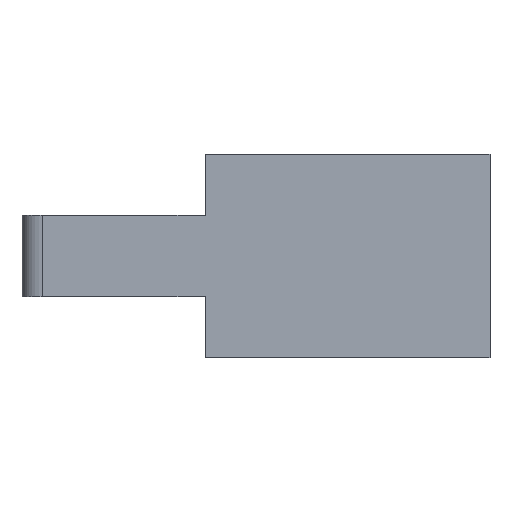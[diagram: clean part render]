
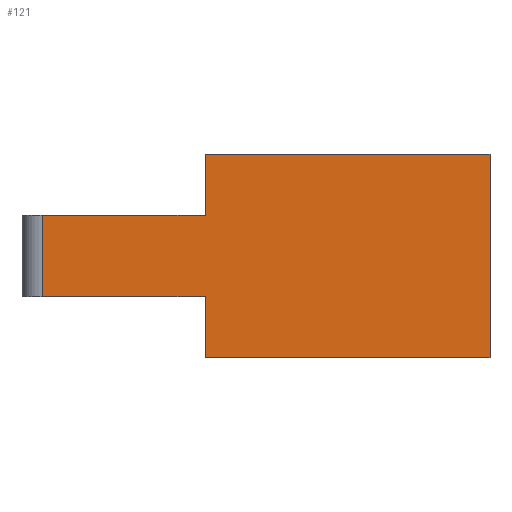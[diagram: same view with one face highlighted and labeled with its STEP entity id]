
A CAD part, top view. The second image highlights one B-rep face of the part: STEP entity #121.
In plain terms, the highlighted planar face has unit normal (0, 0, 1).
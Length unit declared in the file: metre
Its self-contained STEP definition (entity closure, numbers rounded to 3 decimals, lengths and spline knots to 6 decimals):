
#5 = DIRECTION ( 'NONE',  ( 1., 0., 0. ) ) ;
#6 = CARTESIAN_POINT ( 'NONE',  ( 0.035, -0.025, 0.005 ) ) ;
#8 = LINE ( 'NONE', #375, #344 ) ;
#15 = DIRECTION ( 'NONE',  ( 1., 0., 0. ) ) ;
#17 = EDGE_CURVE ( 'NONE', #367, #25, #234, .T. ) ;
#25 = VERTEX_POINT ( 'NONE', #211 ) ;
#26 = CARTESIAN_POINT ( 'NONE',  ( -0.035, -0.025, 0.005 ) ) ;
#28 = EDGE_CURVE ( 'NONE', #25, #154, #299, .T. ) ;
#32 = ORIENTED_EDGE ( 'NONE', *, *, #28, .F. ) ;
#45 = VERTEX_POINT ( 'NONE', #6 ) ;
#56 = EDGE_CURVE ( 'NONE', #154, #486, #8, .T. ) ;
#59 = ORIENTED_EDGE ( 'NONE', *, *, #456, .F. ) ;
#62 = CARTESIAN_POINT ( 'NONE',  ( -0.035, -0.025, 0.005 ) ) ;
#81 = VECTOR ( 'NONE', #409, 1. ) ;
#100 = CARTESIAN_POINT ( 'NONE',  ( 0.035, -0.025, 0.005 ) ) ;
#121 = ADVANCED_FACE ( 'NONE', ( #162 ), #419, .T. ) ;
#122 = CARTESIAN_POINT ( 'NONE',  ( -0.035, -0.025, 0.005 ) ) ;
#125 = EDGE_LOOP ( 'NONE', ( #32, #142, #330, #295, #59, #491, #402, #379 ) ) ;
#129 = VECTOR ( 'NONE', #5, 1. ) ;
#142 = ORIENTED_EDGE ( 'NONE', *, *, #17, .F. ) ;
#143 = DIRECTION ( 'NONE',  ( 1., 0., 0. ) ) ;
#151 = LINE ( 'NONE', #369, #287 ) ;
#152 = CARTESIAN_POINT ( 'NONE',  ( -0.035, -0.025, 0.005 ) ) ;
#154 = VERTEX_POINT ( 'NONE', #182 ) ;
#162 = FACE_OUTER_BOUND ( 'NONE', #125, .T. ) ;
#178 = DIRECTION ( 'NONE',  ( 0., 0., 1. ) ) ;
#182 = CARTESIAN_POINT ( 'NONE',  ( -0.035, 0.025, 0.005 ) ) ;
#191 = EDGE_CURVE ( 'NONE', #45, #486, #489, .T. ) ;
#198 = LINE ( 'NONE', #62, #371 ) ;
#200 = EDGE_CURVE ( 'NONE', #270, #45, #198, .T. ) ;
#203 = DIRECTION ( 'NONE',  ( 1., 0., 0. ) ) ;
#204 = DIRECTION ( 'NONE',  ( 0., 1., 0. ) ) ;
#211 = CARTESIAN_POINT ( 'NONE',  ( -0.035, 0.01, 0.005 ) ) ;
#227 = VECTOR ( 'NONE', #203, 1. ) ;
#231 = CARTESIAN_POINT ( 'NONE',  ( -0.075, -0.01, 0.005 ) ) ;
#234 = LINE ( 'NONE', #485, #129 ) ;
#252 = DIRECTION ( 'NONE',  ( 1., 0., 0. ) ) ;
#262 = DIRECTION ( 'NONE',  ( 0., 1., 0. ) ) ;
#270 = VERTEX_POINT ( 'NONE', #152 ) ;
#272 = CARTESIAN_POINT ( 'NONE',  ( -0.035, -0.01, 0.005 ) ) ;
#281 = CARTESIAN_POINT ( 'NONE',  ( -0.035, -0.01, 0.005 ) ) ;
#287 = VECTOR ( 'NONE', #204, 1. ) ;
#293 = CARTESIAN_POINT ( 'NONE',  ( 0.035, 0.025, 0.005 ) ) ;
#295 = ORIENTED_EDGE ( 'NONE', *, *, #422, .T. ) ;
#299 = LINE ( 'NONE', #122, #81 ) ;
#312 = LINE ( 'NONE', #231, #336 ) ;
#321 = EDGE_CURVE ( 'NONE', #323, #367, #312, .T. ) ;
#323 = VERTEX_POINT ( 'NONE', #430 ) ;
#328 = LINE ( 'NONE', #281, #227 ) ;
#330 = ORIENTED_EDGE ( 'NONE', *, *, #321, .F. ) ;
#336 = VECTOR ( 'NONE', #262, 1. ) ;
#342 = DIRECTION ( 'NONE',  ( 0., 1., 0. ) ) ;
#344 = VECTOR ( 'NONE', #252, 1. ) ;
#350 = CARTESIAN_POINT ( 'NONE',  ( -0.075, 0.01, 0.005 ) ) ;
#367 = VERTEX_POINT ( 'NONE', #350 ) ;
#369 = CARTESIAN_POINT ( 'NONE',  ( -0.035, -0.025, 0.005 ) ) ;
#371 = VECTOR ( 'NONE', #15, 1. ) ;
#375 = CARTESIAN_POINT ( 'NONE',  ( -0.035, 0.025, 0.005 ) ) ;
#379 = ORIENTED_EDGE ( 'NONE', *, *, #56, .F. ) ;
#385 = VECTOR ( 'NONE', #342, 1. ) ;
#390 = VERTEX_POINT ( 'NONE', #272 ) ;
#402 = ORIENTED_EDGE ( 'NONE', *, *, #191, .T. ) ;
#409 = DIRECTION ( 'NONE',  ( 0., 1., 0. ) ) ;
#419 = PLANE ( 'NONE',  #432 ) ;
#422 = EDGE_CURVE ( 'NONE', #323, #390, #328, .T. ) ;
#430 = CARTESIAN_POINT ( 'NONE',  ( -0.075, -0.01, 0.005 ) ) ;
#432 = AXIS2_PLACEMENT_3D ( 'NONE', #26, #178, #143 ) ;
#456 = EDGE_CURVE ( 'NONE', #270, #390, #151, .T. ) ;
#485 = CARTESIAN_POINT ( 'NONE',  ( -0.035, 0.01, 0.005 ) ) ;
#486 = VERTEX_POINT ( 'NONE', #293 ) ;
#489 = LINE ( 'NONE', #100, #385 ) ;
#491 = ORIENTED_EDGE ( 'NONE', *, *, #200, .T. ) ;
